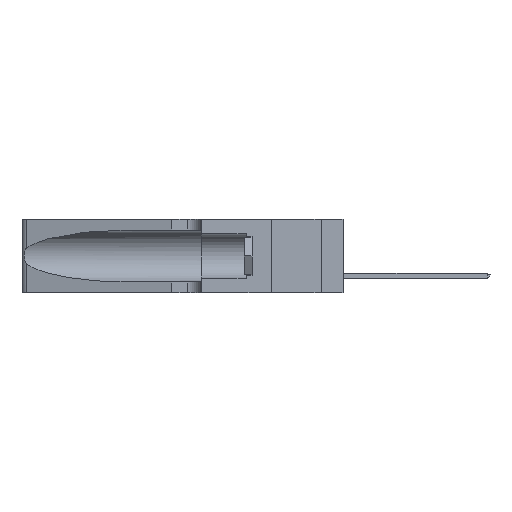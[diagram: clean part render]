
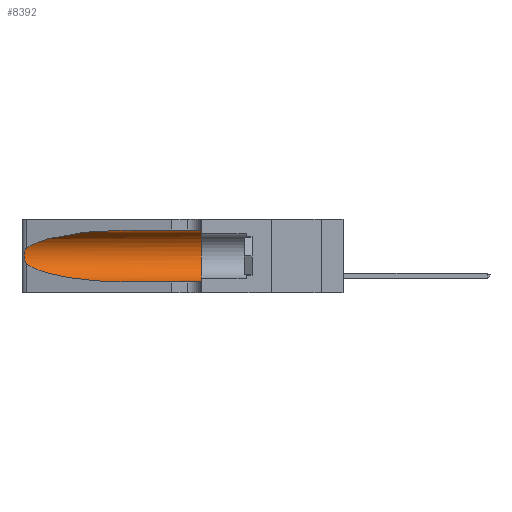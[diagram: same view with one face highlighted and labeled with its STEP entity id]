
A CAD part, left-side view. The second image highlights one B-rep face of the part: STEP entity #8392.
In plain terms, the highlighted cylindrical face has radius 3.308 mm (diameter 6.617 mm), a partial arc.
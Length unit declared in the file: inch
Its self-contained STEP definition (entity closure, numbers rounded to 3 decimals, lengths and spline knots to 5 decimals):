
#169 = EDGE_CURVE ( 'NONE', #27740, #16860, #46129, .T. ) ;
#279 = CARTESIAN_POINT ( 'NONE',  ( 0.25487, 1.22718, 0.22369 ) ) ;
#1101 = CIRCLE ( 'NONE', #31140, 0.13025 ) ;
#1989 = CARTESIAN_POINT ( 'NONE',  ( 0.25639, 1.23186, 0.15144 ) ) ;
#2354 = VECTOR ( 'NONE', #6000, 39.37008 ) ;
#2911 = CYLINDRICAL_SURFACE ( 'NONE', #27799, 0.13025 ) ;
#4111 = VERTEX_POINT ( 'NONE', #24466 ) ;
#4492 = ORIENTED_EDGE ( 'NONE', *, *, #12170, .F. ) ;
#4766 = CARTESIAN_POINT ( 'NONE',  ( 0.25487, 1.22718, 0.22369 ) ) ;
#5298 = ORIENTED_EDGE ( 'NONE', *, *, #26781, .T. ) ;
#5376 = CARTESIAN_POINT ( 'NONE',  ( 0.26075, 1.23896, 0.19203 ) ) ;
#6000 = DIRECTION ( 'NONE',  ( 0., -1., 0. ) ) ;
#8169 = LINE ( 'NONE', #38842, #43531 ) ;
#8392 = ADVANCED_FACE ( 'NONE', ( #21105 ), #2911, .F. ) ;
#9967 = DIRECTION ( 'NONE',  ( 0., 0., 1. ) ) ;
#10303 = CARTESIAN_POINT ( 'NONE',  ( 0.1305, 0.35, 0.185 ) ) ;
#10620 = VERTEX_POINT ( 'NONE', #39661 ) ;
#11170 =( BOUNDED_CURVE ( )  B_SPLINE_CURVE ( 3, ( #11458, #38666, #30685, #279 ),
 .UNSPECIFIED., .F., .F. ) 
 B_SPLINE_CURVE_WITH_KNOTS ( ( 4, 4 ),
 ( 1.5708, 2.84003 ),
 .UNSPECIFIED. ) 
 CURVE ( )  GEOMETRIC_REPRESENTATION_ITEM ( )  RATIONAL_B_SPLINE_CURVE ( ( 1., 0.87, 0.87, 1. ) ) 
 REPRESENTATION_ITEM ( '' )  );
#11355 = CARTESIAN_POINT ( 'NONE',  ( 0.2373, 1.15595, 0.08982 ) ) ;
#11411 = VERTEX_POINT ( 'NONE', #14942 ) ;
#11458 = CARTESIAN_POINT ( 'NONE',  ( 0.1305, 0.72297, 0.31525 ) ) ;
#12170 = EDGE_CURVE ( 'NONE', #10620, #4111, #1101, .T. ) ;
#13203 = ORIENTED_EDGE ( 'NONE', *, *, #44137, .T. ) ;
#13485 = CARTESIAN_POINT ( 'NONE',  ( 0.25639, 1.23184, 0.21858 ) ) ;
#14942 = CARTESIAN_POINT ( 'NONE',  ( 0.1305, 0.72297, 0.05475 ) ) ;
#16106 = CARTESIAN_POINT ( 'NONE',  ( 0.1305, 0.72297, 0.05475 ) ) ;
#16745 = CARTESIAN_POINT ( 'NONE',  ( 0.25487, 1.22718, 0.22369 ) ) ;
#16860 = VERTEX_POINT ( 'NONE', #35255 ) ;
#20596 = ORIENTED_EDGE ( 'NONE', *, *, #169, .T. ) ;
#20835 = CARTESIAN_POINT ( 'NONE',  ( 0.26017, 1.23833, 0.17102 ) ) ;
#21105 = FACE_OUTER_BOUND ( 'NONE', #27001, .T. ) ;
#21167 = CARTESIAN_POINT ( 'NONE',  ( 0.25787, 1.23484, 0.2124 ) ) ;
#22360 = VERTEX_POINT ( 'NONE', #30905 ) ;
#24247 =( BOUNDED_CURVE ( )  B_SPLINE_CURVE ( 3, ( #30748, #11355, #31075, #16106 ),
 .UNSPECIFIED., .F., .F. ) 
 B_SPLINE_CURVE_WITH_KNOTS ( ( 4, 4 ),
 ( 3.44316, 4.71239 ),
 .UNSPECIFIED. ) 
 CURVE ( )  GEOMETRIC_REPRESENTATION_ITEM ( )  RATIONAL_B_SPLINE_CURVE ( ( 1., 0.87, 0.87, 1. ) ) 
 REPRESENTATION_ITEM ( '' )  );
#24466 = CARTESIAN_POINT ( 'NONE',  ( 0.1305, 0.35, 0.05475 ) ) ;
#24746 = CARTESIAN_POINT ( 'NONE',  ( 0.25555, 1.22994, 0.2215 ) ) ;
#24758 = EDGE_CURVE ( 'NONE', #11411, #4111, #8169, .T. ) ;
#25064 = CARTESIAN_POINT ( 'NONE',  ( 0.25789, 1.23486, 0.15765 ) ) ;
#26781 = EDGE_CURVE ( 'NONE', #16860, #11411, #24247, .T. ) ;
#27001 = EDGE_LOOP ( 'NONE', ( #13203, #20596, #5298, #41735, #4492, #29448 ) ) ;
#27740 = VERTEX_POINT ( 'NONE', #4766 ) ;
#27799 = AXIS2_PLACEMENT_3D ( 'NONE', #43105, #32805, #35668 ) ;
#28492 = CARTESIAN_POINT ( 'NONE',  ( 0.25487, 1.22718, 0.14631 ) ) ;
#29448 = ORIENTED_EDGE ( 'NONE', *, *, #32709, .F. ) ;
#30080 = DIRECTION ( 'NONE',  ( 0., -1., 0. ) ) ;
#30251 = DIRECTION ( 'NONE',  ( 0., 1., 0. ) ) ;
#30685 = CARTESIAN_POINT ( 'NONE',  ( 0.2373, 1.15595, 0.28018 ) ) ;
#30748 = CARTESIAN_POINT ( 'NONE',  ( 0.25487, 1.22718, 0.14631 ) ) ;
#30905 = CARTESIAN_POINT ( 'NONE',  ( 0.1305, 0.72297, 0.31525 ) ) ;
#31075 = CARTESIAN_POINT ( 'NONE',  ( 0.18966, 0.96281, 0.05475 ) ) ;
#31140 = AXIS2_PLACEMENT_3D ( 'NONE', #10303, #30251, #9967 ) ;
#32533 = CARTESIAN_POINT ( 'NONE',  ( 0.25555, 1.22993, 0.14849 ) ) ;
#32709 = EDGE_CURVE ( 'NONE', #22360, #10620, #33921, .T. ) ;
#32805 = DIRECTION ( 'NONE',  ( 0., -1., 0. ) ) ;
#33921 = LINE ( 'NONE', #41167, #2354 ) ;
#35255 = CARTESIAN_POINT ( 'NONE',  ( 0.25487, 1.22718, 0.14631 ) ) ;
#35668 = DIRECTION ( 'NONE',  ( 0., 0., -1. ) ) ;
#36565 = CARTESIAN_POINT ( 'NONE',  ( 0.26018, 1.23835, 0.19895 ) ) ;
#38666 = CARTESIAN_POINT ( 'NONE',  ( 0.18966, 0.96281, 0.31525 ) ) ;
#38842 = CARTESIAN_POINT ( 'NONE',  ( 0.1305, 1.61858, 0.05475 ) ) ;
#39661 = CARTESIAN_POINT ( 'NONE',  ( 0.1305, 0.35, 0.31525 ) ) ;
#41167 = CARTESIAN_POINT ( 'NONE',  ( 0.1305, 1.61858, 0.31525 ) ) ;
#41735 = ORIENTED_EDGE ( 'NONE', *, *, #24758, .T. ) ;
#43105 = CARTESIAN_POINT ( 'NONE',  ( 0.1305, 1.61858, 0.185 ) ) ;
#43531 = VECTOR ( 'NONE', #30080, 39.37008 ) ;
#44137 = EDGE_CURVE ( 'NONE', #22360, #27740, #11170, .T. ) ;
#46129 = B_SPLINE_CURVE_WITH_KNOTS ( 'NONE', 3,
 ( #16745, #24746, #13485, #21167, #48570, #36565, #5376, #48406, #20835, #48237, #25064, #1989, #32533, #28492 ),
 .UNSPECIFIED., .F., .F.,
 ( 4, 2, 2, 2, 2, 2, 4 ),
 ( 0., 0.00027, 0.00053, 0.00107, 0.0016, 0.00187, 0.00214 ),
 .UNSPECIFIED. ) ;
#48237 = CARTESIAN_POINT ( 'NONE',  ( 0.25856, 1.23593, 0.16098 ) ) ;
#48406 = CARTESIAN_POINT ( 'NONE',  ( 0.26075, 1.23896, 0.178 ) ) ;
#48570 = CARTESIAN_POINT ( 'NONE',  ( 0.25854, 1.2359, 0.20912 ) ) ;
